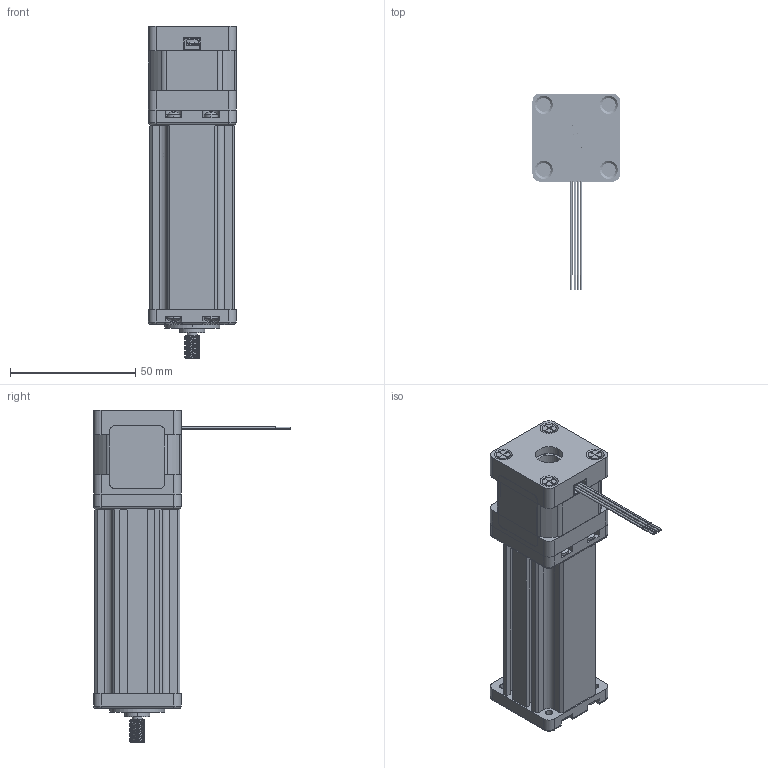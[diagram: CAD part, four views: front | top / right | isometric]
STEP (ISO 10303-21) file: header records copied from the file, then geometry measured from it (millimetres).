
FILE_DESCRIPTION (( 'STEP AP214' ), '1' );
FILE_NAME ('14C21-50.STEP', '2023-03-07T06:51:34', ( '' ), ( '' ), 'SwSTEP 2.0', 'SolidWorks 2022', '' );
FILE_SCHEMA (( 'AUTOMOTIVE_DESIGN' ));
Length unit declared in the file: millimetre
Products named in the file (29): 15-001-25漆包线.STP; 09-007-3（绿）.STP; 14C21-50.STP; 08-006-6（滑轨）.STP; 06-008预紧.STP; 10-013轴套.STP; 09-007-2（红白）.STP; 10-003（调整垫）.STP; 01-006后盖.STP; 09-007-1（红）.STP; 01-022（客户安装板）.STP; 11-005（M3X29平头）.STP; 04-026-6固定轴电机轴.STP; 02-012（14H2035铁芯）.STP; 11-014丝杆紧固螺母.STP; 07-010轴承.STP; 11-032固定轴螺钉.STP; 12-006护线套.STP; 01-005前盖.STP; 06-013-4（固定轴电机螺母，F导程）.STP; 02-013-2（1A定子总成）.STP; 11-021（固定轴销）.STP; 01-020（电机安装板）.STP; 12-016-1（14H2035骨架）.STP; 润滑油脂.STP; 05-0101-6（F导程螺杆）.STP; 09-007-4（绿白）.STP; 42单厚铭牌.STP; 14C21-50
Assembly tree (45 placements, depth 4):
  14C21-50
    14C21-50.STP
      02-013-2（1A定子总成）.STP
        02-012（14H2035铁芯）.STP
        12-016-1（14H2035骨架）.STP  x2
        09-007-1（红）.STP
        09-007-2（红白）.STP
        09-007-3（绿）.STP
        09-007-4（绿白）.STP
        15-001-25漆包线.STP
      01-005前盖.STP
      01-006后盖.STP
      06-008预紧.STP
      07-010轴承.STP  x2
      10-003（调整垫）.STP
      12-006护线套.STP
      11-014丝杆紧固螺母.STP
      润滑油脂.STP
      08-006-6（滑轨）.STP
      06-013-4（固定轴电机螺母，F导程）.STP
      05-0101-6（F导程螺杆）.STP
      04-026-6固定轴电机轴.STP
      11-021（固定轴销）.STP  x2
      10-013轴套.STP
      01-020（电机安装板）.STP
      01-022（客户安装板）.STP
      11-032固定轴螺钉.STP  x12
      11-005（M3X29平头）.STP  x4
      42单厚铭牌.STP
Bounding box: 35.2 x 78.7 x 132.8 mm (x, y, z)
Volume: 72058.1 mm3; surface area: 81127.2 mm2
Topology: 47 solids, 47 shells, 2662 faces, 7417 edges, 4847 vertices
Faces by surface type: cylinder 1411, plane 1090, cone 73, torus 48, sphere 24, bspline 16
Entity records: 85444 total; most frequent: CARTESIAN_POINT 37792, ORIENTED_EDGE 10080, DIRECTION 9718, EDGE_CURVE 5040, AXIS2_PLACEMENT_3D 3526, VERTEX_POINT 3285, VECTOR 2666, LINE 2666
